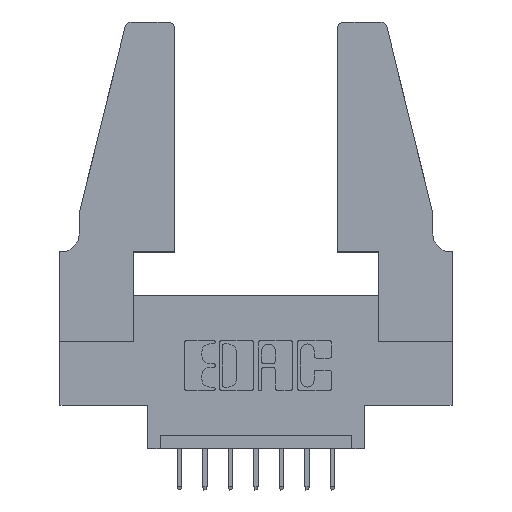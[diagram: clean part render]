
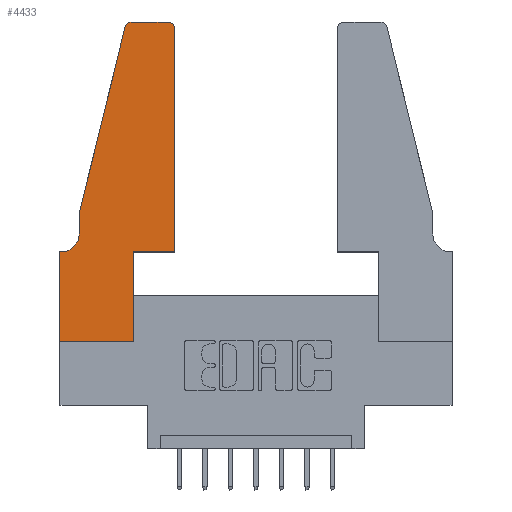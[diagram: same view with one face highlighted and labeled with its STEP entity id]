
A CAD part, top view. The second image highlights one B-rep face of the part: STEP entity #4433.
In plain terms, the highlighted planar face has unit normal (0, 0, 1).
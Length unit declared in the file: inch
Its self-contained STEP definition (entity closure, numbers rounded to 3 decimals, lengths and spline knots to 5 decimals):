
#384 = DIRECTION ( 'NONE',  ( 0., 0., 1. ) ) ;
#576 = EDGE_LOOP ( 'NONE', ( #5198, #4048, #3391, #8611, #11294, #10550, #4069, #3802, #10957, #10687, #3115, #1418 ) ) ;
#577 = VECTOR ( 'NONE', #10083, 39.37008 ) ;
#596 = CIRCLE ( 'NONE', #2336, 0.03 ) ;
#652 = CARTESIAN_POINT ( 'NONE',  ( 0.2865, 0., 0.37 ) ) ;
#665 = EDGE_CURVE ( 'NONE', #4073, #3874, #11649, .T. ) ;
#833 = EDGE_CURVE ( 'NONE', #8118, #11185, #1042, .T. ) ;
#1042 = LINE ( 'NONE', #9496, #7594 ) ;
#1052 = VECTOR ( 'NONE', #11892, 39.37008 ) ;
#1086 = VERTEX_POINT ( 'NONE', #10779 ) ;
#1105 = CARTESIAN_POINT ( 'NONE',  ( 0.0755, 0.5, 0.37 ) ) ;
#1160 = EDGE_CURVE ( 'NONE', #2940, #12133, #1909, .T. ) ;
#1337 = EDGE_CURVE ( 'NONE', #12133, #4073, #2374, .T. ) ;
#1418 = ORIENTED_EDGE ( 'NONE', *, *, #5383, .T. ) ;
#1518 = CARTESIAN_POINT ( 'NONE',  ( 0.0055, 0.35, 0.37 ) ) ;
#1776 = CARTESIAN_POINT ( 'NONE',  ( 0.4505, 1.22, 0.37 ) ) ;
#1811 = FACE_OUTER_BOUND ( 'NONE', #576, .T. ) ;
#1909 = LINE ( 'NONE', #5192, #5045 ) ;
#1984 = CARTESIAN_POINT ( 'NONE',  ( 0.0755, 0.5, 0.37 ) ) ;
#2194 = CARTESIAN_POINT ( 'NONE',  ( 0.4505, 0.35, 0.37 ) ) ;
#2295 = VERTEX_POINT ( 'NONE', #4421 ) ;
#2311 = VECTOR ( 'NONE', #11248, 39.37008 ) ;
#2336 = AXIS2_PLACEMENT_3D ( 'NONE', #7841, #8020, #11871 ) ;
#2374 = LINE ( 'NONE', #6237, #577 ) ;
#2494 = LINE ( 'NONE', #6858, #7277 ) ;
#2694 = CIRCLE ( 'NONE', #3758, 0.07 ) ;
#2802 = DIRECTION ( 'NONE',  ( 0., 0., 1. ) ) ;
#2879 = DIRECTION ( 'NONE',  ( -1., 0., 0. ) ) ;
#2940 = VERTEX_POINT ( 'NONE', #10744 ) ;
#3115 = ORIENTED_EDGE ( 'NONE', *, *, #833, .T. ) ;
#3391 = ORIENTED_EDGE ( 'NONE', *, *, #10875, .T. ) ;
#3678 = CARTESIAN_POINT ( 'NONE',  ( 0., 0., 0.37 ) ) ;
#3727 = PLANE ( 'NONE',  #12236 ) ;
#3758 = AXIS2_PLACEMENT_3D ( 'NONE', #4761, #11459, #2879 ) ;
#3790 = EDGE_CURVE ( 'NONE', #3874, #8118, #5541, .T. ) ;
#3802 = ORIENTED_EDGE ( 'NONE', *, *, #1337, .T. ) ;
#3874 = VERTEX_POINT ( 'NONE', #11714 ) ;
#4048 = ORIENTED_EDGE ( 'NONE', *, *, #11005, .T. ) ;
#4069 = ORIENTED_EDGE ( 'NONE', *, *, #1160, .T. ) ;
#4073 = VERTEX_POINT ( 'NONE', #652 ) ;
#4099 = VERTEX_POINT ( 'NONE', #1518 ) ;
#4201 = DIRECTION ( 'NONE',  ( 0., -1., 0. ) ) ;
#4291 = EDGE_CURVE ( 'NONE', #9854, #4099, #2694, .T. ) ;
#4343 = VECTOR ( 'NONE', #5837, 39.37008 ) ;
#4421 = CARTESIAN_POINT ( 'NONE',  ( 0.25487, 1.22718, 0.37 ) ) ;
#4433 = ADVANCED_FACE ( 'NONE', ( #1811 ), #3727, .T. ) ;
#4761 = CARTESIAN_POINT ( 'NONE',  ( 0.0055, 0.42, 0.37 ) ) ;
#5045 = VECTOR ( 'NONE', #4201, 39.37008 ) ;
#5125 = DIRECTION ( 'NONE',  ( 0., -1., 0. ) ) ;
#5133 = LINE ( 'NONE', #10013, #5881 ) ;
#5192 = CARTESIAN_POINT ( 'NONE',  ( 0., 0., 0.37 ) ) ;
#5198 = ORIENTED_EDGE ( 'NONE', *, *, #10260, .T. ) ;
#5383 = EDGE_CURVE ( 'NONE', #11185, #1086, #596, .T. ) ;
#5541 = LINE ( 'NONE', #2194, #11394 ) ;
#5837 = DIRECTION ( 'NONE',  ( -0.239, -0.971, 0. ) ) ;
#5881 = VECTOR ( 'NONE', #5125, 39.37008 ) ;
#5977 = DIRECTION ( 'NONE',  ( 1., 0., 0. ) ) ;
#6237 = CARTESIAN_POINT ( 'NONE',  ( 0., 0., 0.37 ) ) ;
#6379 = CARTESIAN_POINT ( 'NONE',  ( 0.2605, 1.25, 0.37 ) ) ;
#6627 = DIRECTION ( 'NONE',  ( 0., 1., 0. ) ) ;
#6727 = CARTESIAN_POINT ( 'NONE',  ( 0.0755, 0.42, 0.37 ) ) ;
#6858 = CARTESIAN_POINT ( 'NONE',  ( 0.0755, 0.35, 0.37 ) ) ;
#7277 = VECTOR ( 'NONE', #8693, 39.37008 ) ;
#7330 = EDGE_CURVE ( 'NONE', #4099, #2940, #2494, .T. ) ;
#7410 = AXIS2_PLACEMENT_3D ( 'NONE', #7959, #384, #10997 ) ;
#7594 = VECTOR ( 'NONE', #6627, 39.37008 ) ;
#7603 = VERTEX_POINT ( 'NONE', #10053 ) ;
#7604 = DIRECTION ( 'NONE',  ( 1., 0., 0. ) ) ;
#7742 = CARTESIAN_POINT ( 'NONE',  ( 0.4505, 0.35, 0.37 ) ) ;
#7841 = CARTESIAN_POINT ( 'NONE',  ( 0.4205, 1.22, 0.37 ) ) ;
#7959 = CARTESIAN_POINT ( 'NONE',  ( 0.284, 1.22, 0.37 ) ) ;
#8020 = DIRECTION ( 'NONE',  ( 0., 0., 1. ) ) ;
#8118 = VERTEX_POINT ( 'NONE', #7742 ) ;
#8611 = ORIENTED_EDGE ( 'NONE', *, *, #8965, .T. ) ;
#8693 = DIRECTION ( 'NONE',  ( -1., 0., 0. ) ) ;
#8965 = EDGE_CURVE ( 'NONE', #10682, #9854, #5133, .T. ) ;
#9017 = CARTESIAN_POINT ( 'NONE',  ( 0.2865, 0.35, 0.37 ) ) ;
#9496 = CARTESIAN_POINT ( 'NONE',  ( 0.4505, 0.35, 0.37 ) ) ;
#9706 = CIRCLE ( 'NONE', #7410, 0.03 ) ;
#9854 = VERTEX_POINT ( 'NONE', #6727 ) ;
#10013 = CARTESIAN_POINT ( 'NONE',  ( 0.0755, 0.5, 0.37 ) ) ;
#10053 = CARTESIAN_POINT ( 'NONE',  ( 0.284, 1.25, 0.37 ) ) ;
#10083 = DIRECTION ( 'NONE',  ( 1., 0., 0. ) ) ;
#10260 = EDGE_CURVE ( 'NONE', #1086, #7603, #10863, .T. ) ;
#10428 = CARTESIAN_POINT ( 'NONE',  ( 0., 0.35, 0.37 ) ) ;
#10550 = ORIENTED_EDGE ( 'NONE', *, *, #7330, .T. ) ;
#10682 = VERTEX_POINT ( 'NONE', #1984 ) ;
#10687 = ORIENTED_EDGE ( 'NONE', *, *, #3790, .T. ) ;
#10744 = CARTESIAN_POINT ( 'NONE',  ( 0., 0.35, 0.37 ) ) ;
#10779 = CARTESIAN_POINT ( 'NONE',  ( 0.4205, 1.25, 0.37 ) ) ;
#10863 = LINE ( 'NONE', #6379, #2311 ) ;
#10875 = EDGE_CURVE ( 'NONE', #2295, #10682, #11953, .T. ) ;
#10957 = ORIENTED_EDGE ( 'NONE', *, *, #665, .T. ) ;
#10997 = DIRECTION ( 'NONE',  ( 1., 0., 0. ) ) ;
#11005 = EDGE_CURVE ( 'NONE', #7603, #2295, #9706, .T. ) ;
#11185 = VERTEX_POINT ( 'NONE', #1776 ) ;
#11248 = DIRECTION ( 'NONE',  ( -1., 0., 0. ) ) ;
#11294 = ORIENTED_EDGE ( 'NONE', *, *, #4291, .T. ) ;
#11394 = VECTOR ( 'NONE', #5977, 39.37008 ) ;
#11459 = DIRECTION ( 'NONE',  ( 0., 0., -1. ) ) ;
#11649 = LINE ( 'NONE', #9017, #1052 ) ;
#11714 = CARTESIAN_POINT ( 'NONE',  ( 0.2865, 0.35, 0.37 ) ) ;
#11871 = DIRECTION ( 'NONE',  ( 1., 0., 0. ) ) ;
#11892 = DIRECTION ( 'NONE',  ( 0., 1., 0. ) ) ;
#11953 = LINE ( 'NONE', #1105, #4343 ) ;
#12133 = VERTEX_POINT ( 'NONE', #3678 ) ;
#12236 = AXIS2_PLACEMENT_3D ( 'NONE', #10428, #2802, #7604 ) ;
